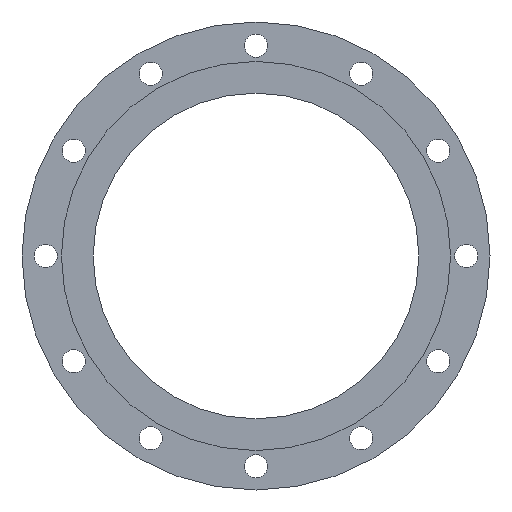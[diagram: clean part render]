
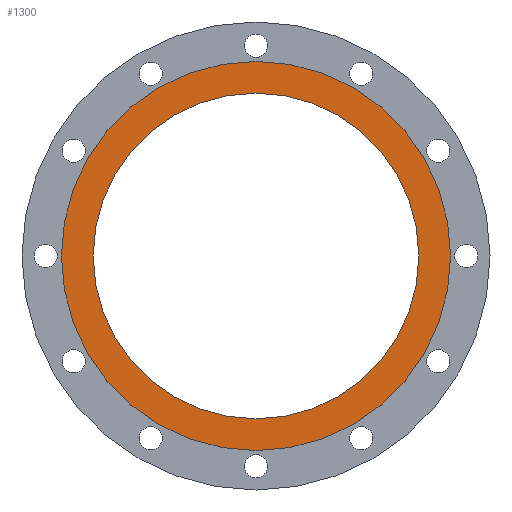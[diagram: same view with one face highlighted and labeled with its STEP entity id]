
A CAD part, front view. The second image highlights one B-rep face of the part: STEP entity #1300.
In plain terms, the highlighted planar face has unit normal (0, -1, 0).
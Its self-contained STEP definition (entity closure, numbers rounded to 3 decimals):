
#3 = DIRECTION ( 'NONE',  ( 0., 0., 1. ) ) ;
#7 = DIRECTION ( 'NONE',  ( 0., 1., 0. ) ) ;
#21 = EDGE_CURVE ( 'NONE', #462, #783, #134, .T. ) ;
#39 = CIRCLE ( 'NONE', #702, 185. ) ;
#59 = AXIS2_PLACEMENT_3D ( 'NONE', #924, #475, #668 ) ;
#60 = EDGE_CURVE ( 'NONE', #1441, #327, #825, .T. ) ;
#93 = ORIENTED_EDGE ( 'NONE', *, *, #1165, .F. ) ;
#134 = CIRCLE ( 'NONE', #1221, 154.85 ) ;
#219 = CARTESIAN_POINT ( 'NONE',  ( 0., 0., 0. ) ) ;
#242 = CARTESIAN_POINT ( 'NONE',  ( 0., 0., 154.85 ) ) ;
#254 = EDGE_LOOP ( 'NONE', ( #93, #823 ) ) ;
#265 = DIRECTION ( 'NONE',  ( 0., 0., 1. ) ) ;
#285 = CARTESIAN_POINT ( 'NONE',  ( 0., 0., 0. ) ) ;
#327 = VERTEX_POINT ( 'NONE', #1118 ) ;
#424 = PLANE ( 'NONE',  #1128 ) ;
#462 = VERTEX_POINT ( 'NONE', #730 ) ;
#475 = DIRECTION ( 'NONE',  ( 0., 1., 0. ) ) ;
#486 = EDGE_LOOP ( 'NONE', ( #1063, #597 ) ) ;
#548 = DIRECTION ( 'NONE',  ( 0., 0., -1. ) ) ;
#597 = ORIENTED_EDGE ( 'NONE', *, *, #21, .T. ) ;
#645 = DIRECTION ( 'NONE',  ( 0., 0., 1. ) ) ;
#668 = DIRECTION ( 'NONE',  ( 0., 0., 1. ) ) ;
#669 = EDGE_CURVE ( 'NONE', #783, #462, #983, .T. ) ;
#702 = AXIS2_PLACEMENT_3D ( 'NONE', #219, #7, #3 ) ;
#730 = CARTESIAN_POINT ( 'NONE',  ( 0., 0., -154.85 ) ) ;
#765 = DIRECTION ( 'NONE',  ( 0., -1., 0. ) ) ;
#783 = VERTEX_POINT ( 'NONE', #242 ) ;
#823 = ORIENTED_EDGE ( 'NONE', *, *, #60, .F. ) ;
#825 = CIRCLE ( 'NONE', #1451, 185. ) ;
#924 = CARTESIAN_POINT ( 'NONE',  ( 0., 0., 0. ) ) ;
#970 = CARTESIAN_POINT ( 'NONE',  ( 0., 0., 0. ) ) ;
#983 = CIRCLE ( 'NONE', #59, 154.85 ) ;
#994 = CARTESIAN_POINT ( 'NONE',  ( 0., 0., 154.85 ) ) ;
#1030 = CARTESIAN_POINT ( 'NONE',  ( 0., 0., -185. ) ) ;
#1063 = ORIENTED_EDGE ( 'NONE', *, *, #669, .T. ) ;
#1118 = CARTESIAN_POINT ( 'NONE',  ( 0., 0., 185. ) ) ;
#1128 = AXIS2_PLACEMENT_3D ( 'NONE', #994, #765, #548 ) ;
#1165 = EDGE_CURVE ( 'NONE', #327, #1441, #39, .T. ) ;
#1221 = AXIS2_PLACEMENT_3D ( 'NONE', #970, #1279, #265 ) ;
#1279 = DIRECTION ( 'NONE',  ( 0., 1., 0. ) ) ;
#1296 = DIRECTION ( 'NONE',  ( 0., 1., 0. ) ) ;
#1300 = ADVANCED_FACE ( 'NONE', ( #1430, #1318 ), #424, .T. ) ;
#1318 = FACE_OUTER_BOUND ( 'NONE', #254, .T. ) ;
#1430 = FACE_BOUND ( 'NONE', #486, .T. ) ;
#1441 = VERTEX_POINT ( 'NONE', #1030 ) ;
#1451 = AXIS2_PLACEMENT_3D ( 'NONE', #285, #1296, #645 ) ;
